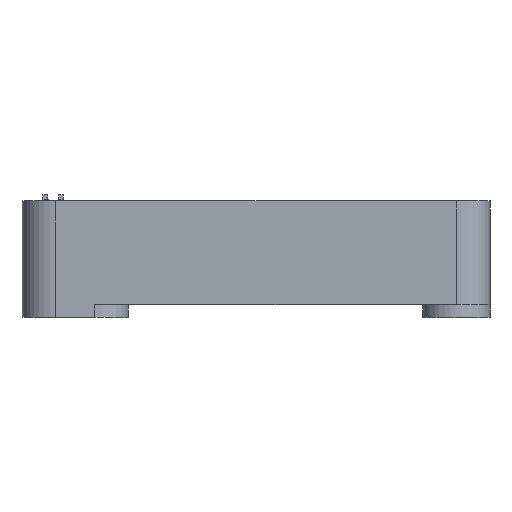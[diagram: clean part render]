
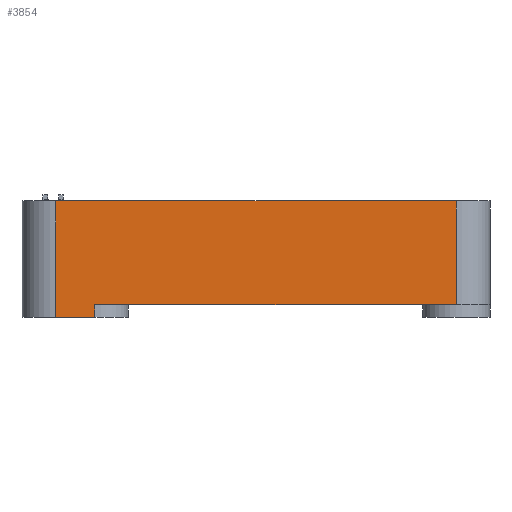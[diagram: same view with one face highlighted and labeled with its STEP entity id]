
A CAD part, front view. The second image highlights one B-rep face of the part: STEP entity #3854.
In plain terms, the highlighted planar face has unit normal (0, -1, 0).
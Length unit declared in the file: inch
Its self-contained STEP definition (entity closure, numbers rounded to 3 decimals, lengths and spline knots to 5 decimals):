
#239=PLANE('',#4144);
#461=FACE_OUTER_BOUND('',#714,.T.);
#714=EDGE_LOOP('',(#3522,#3523,#3524,#3525,#3526,#3527));
#785=LINE('',#5256,#1244);
#1218=LINE('',#6250,#1677);
#1219=LINE('',#6253,#1678);
#1221=LINE('',#6257,#1680);
#1222=LINE('',#6259,#1681);
#1223=LINE('',#6260,#1682);
#1244=VECTOR('',#4206,1.284);
#1677=VECTOR('',#5159,1.159);
#1678=VECTOR('',#5164,0.333);
#1680=VECTOR('',#5168,0.373);
#1681=VECTOR('',#5169,0.125);
#1682=VECTOR('',#5170,0.04);
#1704=VERTEX_POINT('',#5253);
#1705=VERTEX_POINT('',#5255);
#2005=VERTEX_POINT('',#6247);
#2006=VERTEX_POINT('',#6249);
#2007=VERTEX_POINT('',#6256);
#2008=VERTEX_POINT('',#6258);
#2034=EDGE_CURVE('',#1704,#1705,#785,.T.);
#2520=EDGE_CURVE('',#2006,#2005,#1218,.T.);
#2522=EDGE_CURVE('',#1705,#2005,#1219,.T.);
#2524=EDGE_CURVE('',#1704,#2007,#1221,.T.);
#2525=EDGE_CURVE('',#2007,#2008,#1222,.T.);
#2526=EDGE_CURVE('',#2006,#2008,#1223,.T.);
#3522=ORIENTED_EDGE('',*,*,#2522,.F.);
#3523=ORIENTED_EDGE('',*,*,#2034,.F.);
#3524=ORIENTED_EDGE('',*,*,#2524,.T.);
#3525=ORIENTED_EDGE('',*,*,#2525,.T.);
#3526=ORIENTED_EDGE('',*,*,#2526,.F.);
#3527=ORIENTED_EDGE('',*,*,#2520,.T.);
#3854=ADVANCED_FACE('',(#461),#239,.T.);
#4144=AXIS2_PLACEMENT_3D('',#6255,#5166,#5167);
#4206=DIRECTION('',(1.,0.,0.));
#5159=DIRECTION('',(1.,0.,0.));
#5164=DIRECTION('',(0.,0.,-1.));
#5166=DIRECTION('center_axis',(0.,-1.,0.));
#5167=DIRECTION('ref_axis',(1.,0.,0.));
#5168=DIRECTION('',(0.,0.,-1.));
#5169=DIRECTION('',(1.,0.,0.));
#5170=DIRECTION('',(0.,0.,-1.));
#5253=CARTESIAN_POINT('',(-0.642,-0.472,0.373));
#5255=CARTESIAN_POINT('',(0.642,-0.472,0.373));
#5256=CARTESIAN_POINT('',(-0.75,-0.472,0.373));
#6247=CARTESIAN_POINT('',(0.642,-0.472,0.04));
#6249=CARTESIAN_POINT('',(-0.517,-0.472,0.04));
#6250=CARTESIAN_POINT('',(-0.375,-0.472,0.04));
#6253=CARTESIAN_POINT('',(0.642,-0.472,0.));
#6255=CARTESIAN_POINT('Origin',(-0.75,-0.472,0.));
#6256=CARTESIAN_POINT('',(-0.642,-0.472,0.));
#6257=CARTESIAN_POINT('',(-0.642,-0.472,0.));
#6258=CARTESIAN_POINT('',(-0.517,-0.472,0.));
#6259=CARTESIAN_POINT('',(-0.75,-0.472,0.));
#6260=CARTESIAN_POINT('',(-0.517,-0.472,0.));
